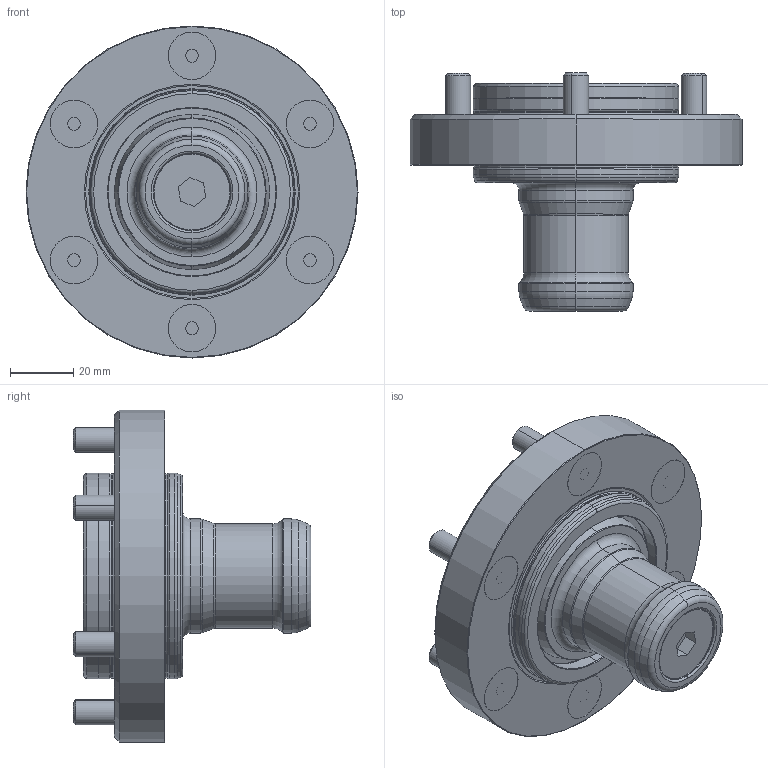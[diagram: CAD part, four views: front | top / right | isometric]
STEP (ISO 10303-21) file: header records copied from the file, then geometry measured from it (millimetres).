
FILE_DESCRIPTION (( 'STEP AP214' ), '1' );
FILE_NAME ('STARK_804 592_A.STEP', '2017-06-07T04:30:40', ( '' ), ( '' ), 'SwSTEP 2.0', 'SolidWorks 2015', '' );
FILE_SCHEMA (( 'AUTOMOTIVE_DESIGN' ));
Length unit declared in the file: millimetre
Products named in the file (1): STARK_804 592_A
Bounding box: 104.8 x 75.07 x 104.8 mm (x, y, z)
Volume: 222470.5 mm3; surface area: 37595.2 mm2
Topology: 1 solids, 7 shells, 294 faces, 614 edges, 380 vertices
Faces by surface type: plane 104, cylinder 96, cone 56, torus 38
Entity records: 10035 total; most frequent: DIRECTION 1532, CARTESIAN_POINT 1285, ORIENTED_EDGE 1220, AXIS2_PLACEMENT_3D 627, EDGE_CURVE 610, VERTEX_POINT 380, EDGE_LOOP 344, CIRCLE 332
